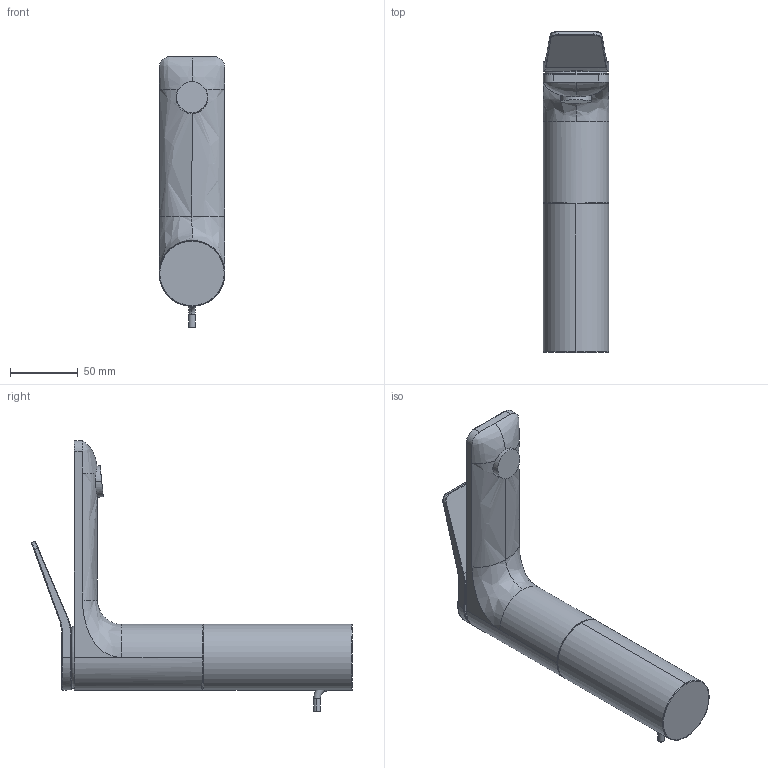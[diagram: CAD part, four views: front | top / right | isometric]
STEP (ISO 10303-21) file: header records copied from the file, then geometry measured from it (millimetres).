
FILE_DESCRIPTION (( 'STEP AP203' ), '1' );
FILE_NAME ('33526845-00.STEP', '2018-07-03T15:01:11', ( '' ), ( '' ), 'SwSTEP 2.0', 'SolidWorks 2017', '' );
FILE_SCHEMA (( 'CONFIG_CONTROL_DESIGN' ));
Length unit declared in the file: millimetre
Products named in the file (7): Planungsmodell_Haube-+-09.28.30.034.90-01_K1; Planungsmodell_Huelse-+-08.17.20.644.90-01_K2_22,9x13,5; Planungsmodell_Zugstange-+-09.31.09.120-01_-_K2; 33526845-00; Planungsmodell_Koerper-+-33.526.670-02_K4_D48,5x110; Planungsmodell_Körper-+-09.19.84.010.90-01_K1; Planungsmodell_Hebel-+-09.20.84.020-00-01_K1
Assembly tree (6 placements, depth 2):
  33526845-00
    Planungsmodell_Koerper-+-33.526.670-02_K4_D48,5x110
    Planungsmodell_Körper-+-09.19.84.010.90-01_K1
    Planungsmodell_Hebel-+-09.20.84.020-00-01_K1
    Planungsmodell_Haube-+-09.28.30.034.90-01_K1
    Planungsmodell_Huelse-+-08.17.20.644.90-01_K2_22,9x13,5
    Planungsmodell_Zugstange-+-09.31.09.120-01_-_K2
Bounding box: 48.5 x 236.4 x 199.55 mm (x, y, z)
Volume: 508871.5 mm3; surface area: 71144.1 mm2
Topology: 6 solids, 6 shells, 104 faces, 239 edges, 145 vertices
Faces by surface type: bspline 35, cylinder 25, plane 21, torus 16, sphere 6, cone 1
Entity records: 9197 total; most frequent: CARTESIAN_POINT 6381, ORIENTED_EDGE 474, DIRECTION 392, EDGE_CURVE 237, AXIS2_PLACEMENT_3D 175, VERTEX_POINT 145, EDGE_LOOP 104, FACE_OUTER_BOUND 104
